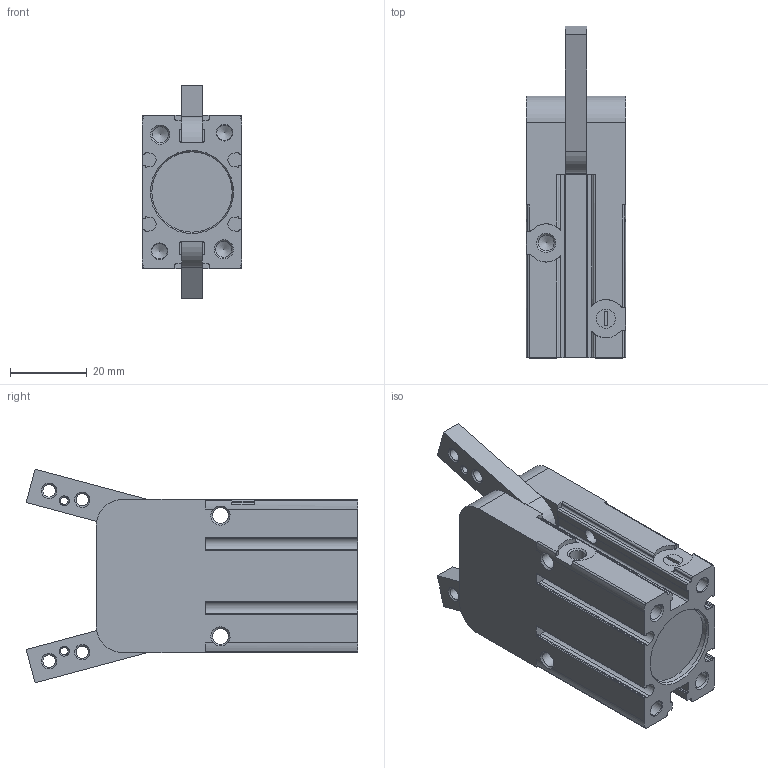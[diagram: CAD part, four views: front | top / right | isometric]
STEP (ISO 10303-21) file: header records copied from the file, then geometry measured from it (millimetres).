
FILE_DESCRIPTION(/* description */ ('STEP AP214'),/* implementation_level */ '2;1');
FILE_NAME(/* name */ '8128702_DHWC-20-A-S-NO',/* time_stamp */ '2024-08-19T21:51:24+02:00',/* author */ ('License CC BY-ND 4.0'),/* organization */ ('CADENAS'),/* preprocessor_version */ 'ST-DEVELOPER v19.3',/* originating_system */ 'PARTsolutions',/* authorisation */ ' ');
FILE_SCHEMA (('AUTOMOTIVE_DESIGN {1 0 10303 214 3 1 1}'));
Length unit declared in the file: millimetre
Products named in the file (4): 8128702 DHWC-20-A-S-NO---(0_high); 8128702 DHWC-20-A-S-NO---(high_h); 8128702 DHWC-20-A-S-NO---(high_J); 340115 M5
Assembly tree (4 placements, depth 2):
  8128702 DHWC-20-A-S-NO---(0_high)
    8128702 DHWC-20-A-S-NO---(high_h)
    8128702 DHWC-20-A-S-NO---(high_J)  x2
    340115 M5
Bounding box: 26 x 86.69 x 55.79 mm (x, y, z)
Volume: 62272.6 mm3; surface area: 19753.5 mm2
Topology: 4 solids, 4 shells, 297 faces, 839 edges, 547 vertices
Faces by surface type: cylinder 136, plane 119, cone 42
Full cylindrical faces by diameter (mm): 2 x2, 2.5 x1, 3.242 x4, 3.95 x1, 4 x10, 4.134 x10, 5 x1, 21 x1
Entity records: 8667 total; most frequent: CARTESIAN_POINT 1609, DIRECTION 1471, ORIENTED_EDGE 1388, EDGE_CURVE 694, AXIS2_PLACEMENT_3D 539, VERTEX_POINT 497, LINE 393, VECTOR 393
